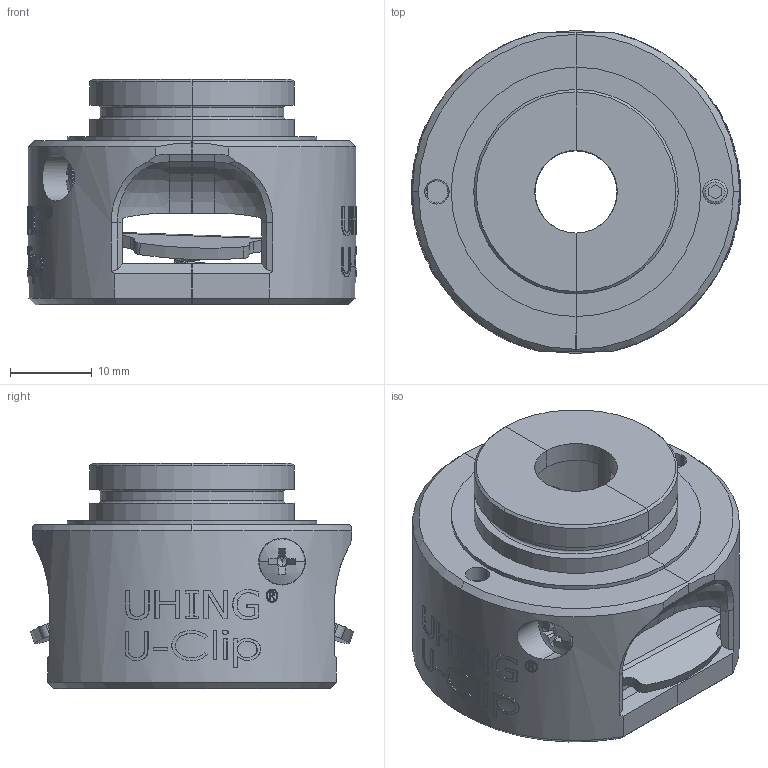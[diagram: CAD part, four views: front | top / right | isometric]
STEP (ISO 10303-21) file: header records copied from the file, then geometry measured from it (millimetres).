
FILE_DESCRIPTION (( 'STEP AP214' ), '1' );
FILE_NAME ('UC10.STEP', '2019-11-07T10:27:17', ( '' ), ( '' ), 'SwSTEP 2.0', 'SolidWorks 2019', '' );
FILE_SCHEMA (( 'AUTOMOTIVE_DESIGN' ));
Length unit declared in the file: millimetre
Products named in the file (1): UC10
Bounding box: 40.2 x 39.48 x 27.5 mm (x, y, z)
Volume: 15375.5 mm3; surface area: 14674.6 mm2
Topology: 8 solids, 8 shells, 731 faces, 1930 edges, 1250 vertices
Faces by surface type: plane 365, bspline 146, cylinder 132, cone 72, sphere 8, torus 8
Entity records: 55290 total; most frequent: CARTESIAN_POINT 30138, ORIENTED_EDGE 3844, DIRECTION 3072, EDGE_CURVE 1922, VERTEX_POINT 1250, AXIS2_PLACEMENT_3D 1104, LINE 864, VECTOR 864
